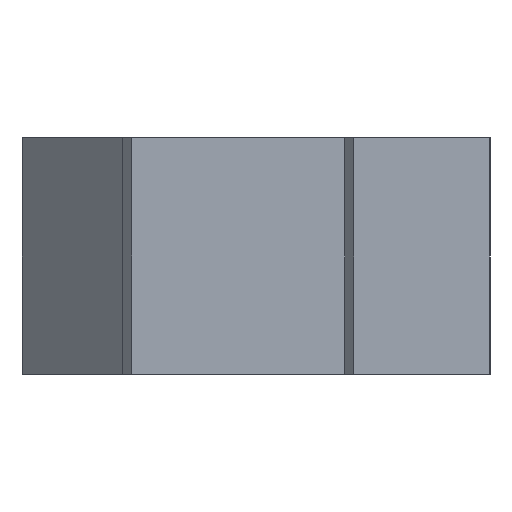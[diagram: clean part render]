
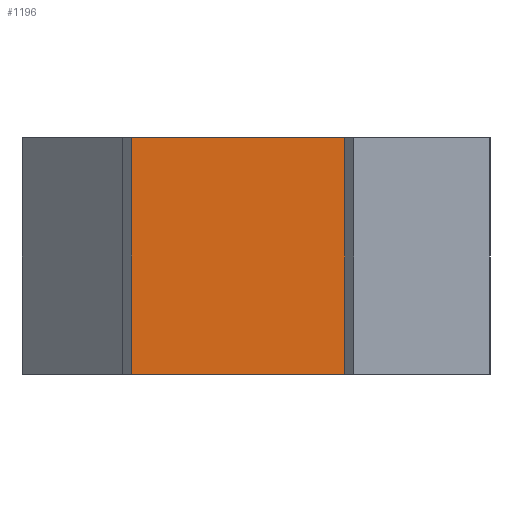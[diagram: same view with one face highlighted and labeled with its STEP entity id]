
A CAD part, left-side view. The second image highlights one B-rep face of the part: STEP entity #1196.
In plain terms, the highlighted planar face has unit normal (-1, 0, 0).
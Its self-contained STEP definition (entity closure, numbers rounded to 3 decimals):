
#61 = VECTOR ( 'NONE', #1746, 1000. ) ;
#141 = ORIENTED_EDGE ( 'NONE', *, *, #1471, .F. ) ;
#212 = VERTEX_POINT ( 'NONE', #941 ) ;
#238 = VECTOR ( 'NONE', #460, 1000. ) ;
#361 = LINE ( 'NONE', #612, #1511 ) ;
#437 = ORIENTED_EDGE ( 'NONE', *, *, #1305, .T. ) ;
#460 = DIRECTION ( 'NONE',  ( 0., 1., 0. ) ) ;
#524 = CARTESIAN_POINT ( 'NONE',  ( -49.5, 60.5, 0. ) ) ;
#578 = DIRECTION ( 'NONE',  ( 0., 1., 0. ) ) ;
#612 = CARTESIAN_POINT ( 'NONE',  ( -49.5, 60.5, 40. ) ) ;
#631 = VERTEX_POINT ( 'NONE', #524 ) ;
#691 = PLANE ( 'NONE',  #1915 ) ;
#848 = CARTESIAN_POINT ( 'NONE',  ( -49.5, 24.5, 40. ) ) ;
#869 = VECTOR ( 'NONE', #578, 1000. ) ;
#883 = EDGE_CURVE ( 'NONE', #1722, #1673, #1663, .T. ) ;
#898 = DIRECTION ( 'NONE',  ( 0., 0., -1. ) ) ;
#906 = CARTESIAN_POINT ( 'NONE',  ( -49.5, 0., 0. ) ) ;
#941 = CARTESIAN_POINT ( 'NONE',  ( -49.5, 60.5, 40. ) ) ;
#980 = CARTESIAN_POINT ( 'NONE',  ( -49.5, 62., 40. ) ) ;
#1076 = EDGE_LOOP ( 'NONE', ( #1936, #141, #1329, #437 ) ) ;
#1196 = ADVANCED_FACE ( 'NONE', ( #1833 ), #691, .F. ) ;
#1305 = EDGE_CURVE ( 'NONE', #1722, #212, #1687, .T. ) ;
#1307 = DIRECTION ( 'NONE',  ( 0., 1., 0. ) ) ;
#1329 = ORIENTED_EDGE ( 'NONE', *, *, #883, .F. ) ;
#1391 = EDGE_CURVE ( 'NONE', #212, #631, #361, .T. ) ;
#1471 = EDGE_CURVE ( 'NONE', #1673, #631, #1492, .T. ) ;
#1492 = LINE ( 'NONE', #906, #238 ) ;
#1511 = VECTOR ( 'NONE', #898, 1000. ) ;
#1640 = CARTESIAN_POINT ( 'NONE',  ( -49.5, 0., 40. ) ) ;
#1663 = LINE ( 'NONE', #848, #61 ) ;
#1673 = VERTEX_POINT ( 'NONE', #1735 ) ;
#1687 = LINE ( 'NONE', #1640, #869 ) ;
#1722 = VERTEX_POINT ( 'NONE', #1751 ) ;
#1735 = CARTESIAN_POINT ( 'NONE',  ( -49.5, 24.5, 0. ) ) ;
#1746 = DIRECTION ( 'NONE',  ( 0., 0., -1. ) ) ;
#1751 = CARTESIAN_POINT ( 'NONE',  ( -49.5, 24.5, 40. ) ) ;
#1833 = FACE_OUTER_BOUND ( 'NONE', #1076, .T. ) ;
#1896 = DIRECTION ( 'NONE',  ( 1., 0., 0. ) ) ;
#1915 = AXIS2_PLACEMENT_3D ( 'NONE', #980, #1896, #1307 ) ;
#1936 = ORIENTED_EDGE ( 'NONE', *, *, #1391, .T. ) ;
